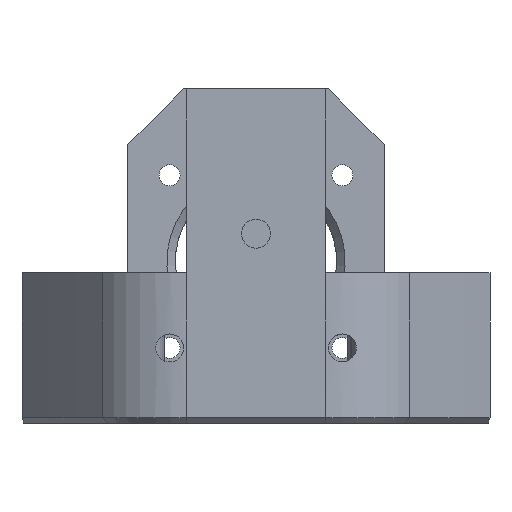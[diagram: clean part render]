
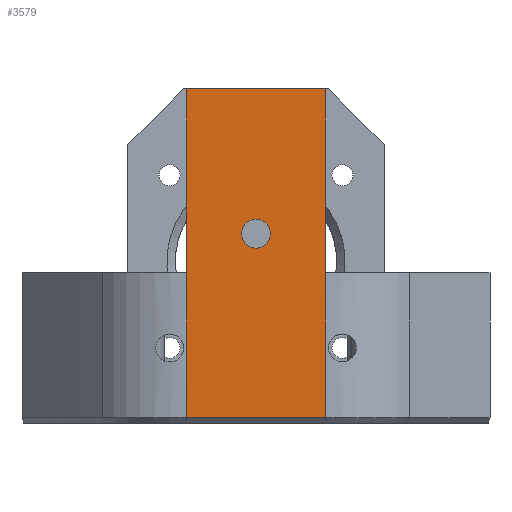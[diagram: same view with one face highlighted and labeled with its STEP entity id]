
A CAD part, front view. The second image highlights one B-rep face of the part: STEP entity #3579.
In plain terms, the highlighted planar face has unit normal (0, -1, 0).
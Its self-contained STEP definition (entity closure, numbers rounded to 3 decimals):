
#398 = CARTESIAN_POINT ( 'NONE',  ( 12.5, -13.75, 1. ) ) ;
#423 = CARTESIAN_POINT ( 'NONE',  ( -12.5, -13.75, 60. ) ) ;
#798 = CIRCLE ( 'NONE', #808, 2.6 ) ;
#808 = AXIS2_PLACEMENT_3D ( 'NONE', #1827, #1828, #1829 ) ;
#886 = VERTEX_POINT ( 'NONE', #7997 ) ;
#887 = VERTEX_POINT ( 'NONE', #7998 ) ;
#1260 = EDGE_CURVE ( 'NONE', #886, #887, #4604, .T. ) ;
#1261 = EDGE_CURVE ( 'NONE', #4298, #5567, #5339, .T. ) ;
#1424 = EDGE_CURVE ( 'NONE', #5911, #4269, #6970, .T. ) ;
#1472 = EDGE_CURVE ( 'NONE', #3661, #4298, #7535, .T. ) ;
#1476 = EDGE_CURVE ( 'NONE', #3663, #5567, #7581, .T. ) ;
#1528 = EDGE_CURVE ( 'NONE', #4269, #3663, #8168, .T. ) ;
#1827 = CARTESIAN_POINT ( 'NONE',  ( 0., -13.75, 34. ) ) ;
#1828 = DIRECTION ( 'NONE',  ( 0., -1., 0. ) ) ;
#1829 = DIRECTION ( 'NONE',  ( 0., 0., -1. ) ) ;
#2295 = FACE_OUTER_BOUND ( 'NONE', #9944, .T. ) ;
#2297 = DIRECTION ( 'NONE',  ( 0., 1., 0. ) ) ;
#2300 = CARTESIAN_POINT ( 'NONE',  ( -12.5, -13.75, 60. ) ) ;
#2301 = FACE_BOUND ( 'NONE', #9939, .T. ) ;
#2303 = PLANE ( 'NONE',  #6789 ) ;
#2305 = DIRECTION ( 'NONE',  ( 0., 0., 1. ) ) ;
#3086 = ORIENTED_EDGE ( 'NONE', *, *, #1260, .F. ) ;
#3087 = ORIENTED_EDGE ( 'NONE', *, *, #10880, .F. ) ;
#3088 = ORIENTED_EDGE ( 'NONE', *, *, #1472, .T. ) ;
#3089 = ORIENTED_EDGE ( 'NONE', *, *, #1261, .T. ) ;
#3090 = ORIENTED_EDGE ( 'NONE', *, *, #1476, .F. ) ;
#3091 = ORIENTED_EDGE ( 'NONE', *, *, #1528, .F. ) ;
#3092 = ORIENTED_EDGE ( 'NONE', *, *, #1424, .F. ) ;
#3093 = ORIENTED_EDGE ( 'NONE', *, *, #4349, .T. ) ;
#3579 = ADVANCED_FACE ( 'NONE', ( #2301, #2295 ), #2303, .F. ) ;
#3661 = VERTEX_POINT ( 'NONE', #9437 ) ;
#3663 = VERTEX_POINT ( 'NONE', #9439 ) ;
#4269 = VERTEX_POINT ( 'NONE', #8968 ) ;
#4298 = VERTEX_POINT ( 'NONE', #8997 ) ;
#4349 = EDGE_CURVE ( 'NONE', #5911, #3661, #9166, .T. ) ;
#4596 = VECTOR ( 'NONE', #7616, 1000. ) ;
#4604 = CIRCLE ( 'NONE', #4610, 2.6 ) ;
#4610 = AXIS2_PLACEMENT_3D ( 'NONE', #5340, #5341, #5342 ) ;
#4724 = VECTOR ( 'NONE', #7543, 1000. ) ;
#4727 = VECTOR ( 'NONE', #6974, 1000. ) ;
#4768 = VECTOR ( 'NONE', #5344, 1000. ) ;
#4815 = VECTOR ( 'NONE', #8170, 1000. ) ;
#5334 = CARTESIAN_POINT ( 'NONE',  ( -12.5, -13.75, 1. ) ) ;
#5339 = LINE ( 'NONE', #5334, #4768 ) ;
#5340 = CARTESIAN_POINT ( 'NONE',  ( 0., -13.75, 34. ) ) ;
#5341 = DIRECTION ( 'NONE',  ( 0., -1., 0. ) ) ;
#5342 = DIRECTION ( 'NONE',  ( 0., 0., -1. ) ) ;
#5344 = DIRECTION ( 'NONE',  ( 1., 0., 0. ) ) ;
#5567 = VERTEX_POINT ( 'NONE', #398 ) ;
#5911 = VERTEX_POINT ( 'NONE', #423 ) ;
#6551 = VECTOR ( 'NONE', #9193, 1000. ) ;
#6789 = AXIS2_PLACEMENT_3D ( 'NONE', #2300, #2297, #2305 ) ;
#6970 = LINE ( 'NONE', #6972, #4727 ) ;
#6972 = CARTESIAN_POINT ( 'NONE',  ( -12.5, -13.75, 60. ) ) ;
#6974 = DIRECTION ( 'NONE',  ( 1., 0., 0. ) ) ;
#7526 = CARTESIAN_POINT ( 'NONE',  ( -12.5, -13.75, 3. ) ) ;
#7535 = LINE ( 'NONE', #7526, #4724 ) ;
#7543 = DIRECTION ( 'NONE',  ( 0., 0., -1. ) ) ;
#7581 = LINE ( 'NONE', #7614, #4596 ) ;
#7614 = CARTESIAN_POINT ( 'NONE',  ( 12.5, -13.75, 3. ) ) ;
#7616 = DIRECTION ( 'NONE',  ( 0., 0., -1. ) ) ;
#7997 = CARTESIAN_POINT ( 'NONE',  ( 0., -13.75, 31.4 ) ) ;
#7998 = CARTESIAN_POINT ( 'NONE',  ( 0., -13.75, 36.6 ) ) ;
#8168 = LINE ( 'NONE', #8169, #4815 ) ;
#8169 = CARTESIAN_POINT ( 'NONE',  ( 12.5, -13.75, 60. ) ) ;
#8170 = DIRECTION ( 'NONE',  ( 0., 0., -1. ) ) ;
#8968 = CARTESIAN_POINT ( 'NONE',  ( 12.5, -13.75, 60. ) ) ;
#8997 = CARTESIAN_POINT ( 'NONE',  ( -12.5, -13.75, 1. ) ) ;
#9166 = LINE ( 'NONE', #9192, #6551 ) ;
#9192 = CARTESIAN_POINT ( 'NONE',  ( -12.5, -13.75, 60. ) ) ;
#9193 = DIRECTION ( 'NONE',  ( 0., 0., -1. ) ) ;
#9437 = CARTESIAN_POINT ( 'NONE',  ( -12.5, -13.75, 27. ) ) ;
#9439 = CARTESIAN_POINT ( 'NONE',  ( 12.5, -13.75, 27. ) ) ;
#9939 = EDGE_LOOP ( 'NONE', ( #3086, #3087 ) ) ;
#9944 = EDGE_LOOP ( 'NONE', ( #3088, #3089, #3090, #3091, #3092, #3093 ) ) ;
#10880 = EDGE_CURVE ( 'NONE', #887, #886, #798, .T. ) ;
